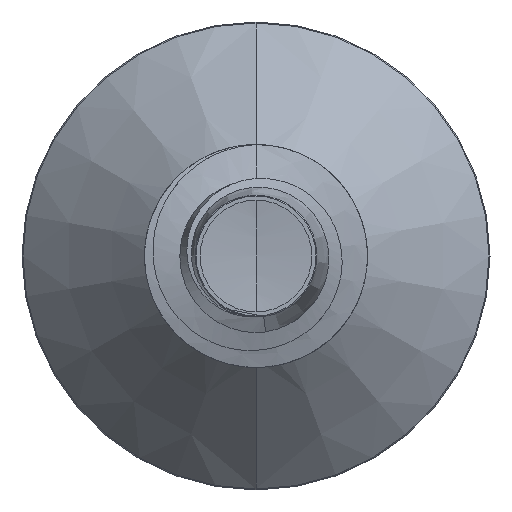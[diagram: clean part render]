
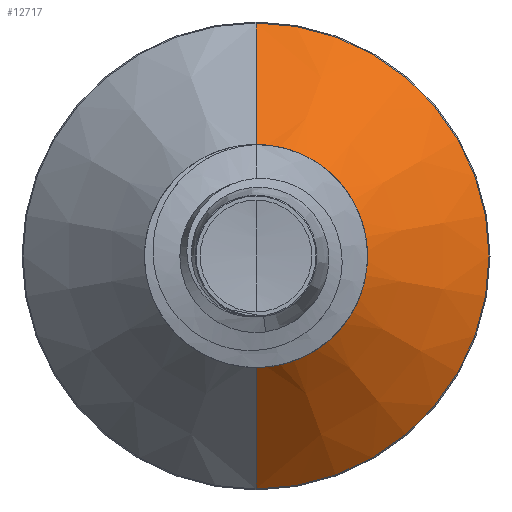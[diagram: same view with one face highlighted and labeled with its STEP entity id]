
A CAD part, front view. The second image highlights one B-rep face of the part: STEP entity #12717.
In plain terms, the highlighted conical face has half-angle 45 degrees and reference radius 1.857 mm.
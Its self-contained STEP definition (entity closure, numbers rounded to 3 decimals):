
#115 = ORIENTED_EDGE ( 'NONE', *, *, #17396, .T. ) ;
#378 = CARTESIAN_POINT ( 'NONE',  ( 0., 14.457, -1.857 ) ) ;
#721 = ORIENTED_EDGE ( 'NONE', *, *, #17610, .T. ) ;
#923 = EDGE_LOOP ( 'NONE', ( #721, #115, #5864, #14527 ) ) ;
#2052 = DIRECTION ( 'NONE',  ( 0., 0.707, 0.707 ) ) ;
#2091 = CARTESIAN_POINT ( 'NONE',  ( 0., 14.457, 1.857 ) ) ;
#2378 = AXIS2_PLACEMENT_3D ( 'NONE', #4108, #4105, #4036 ) ;
#2884 = DIRECTION ( 'NONE',  ( 0., 0.707, -0.707 ) ) ;
#2925 = CARTESIAN_POINT ( 'NONE',  ( 0., 14.457, -1.857 ) ) ;
#2939 = AXIS2_PLACEMENT_3D ( 'NONE', #6663, #5188, #5385 ) ;
#2976 = DIRECTION ( 'NONE',  ( 0., 0., 1. ) ) ;
#3006 = DIRECTION ( 'NONE',  ( 0., 1., 0. ) ) ;
#3016 = CARTESIAN_POINT ( 'NONE',  ( 0., 16.782, 0. ) ) ;
#3122 = VERTEX_POINT ( 'NONE', #14438 ) ;
#4036 = DIRECTION ( 'NONE',  ( 0., 0., 1. ) ) ;
#4105 = DIRECTION ( 'NONE',  ( 0., 1., 0. ) ) ;
#4108 = CARTESIAN_POINT ( 'NONE',  ( 0., 14.457, 0. ) ) ;
#5188 = DIRECTION ( 'NONE',  ( 0., 1., 0. ) ) ;
#5385 = DIRECTION ( 'NONE',  ( 0., 0., 1. ) ) ;
#5532 = LINE ( 'NONE', #2925, #18222 ) ;
#5864 = ORIENTED_EDGE ( 'NONE', *, *, #16951, .F. ) ;
#6663 = CARTESIAN_POINT ( 'NONE',  ( 0., 14.457, 0. ) ) ;
#7011 = AXIS2_PLACEMENT_3D ( 'NONE', #3016, #3006, #2976 ) ;
#7088 = CIRCLE ( 'NONE', #2378, 1.857 ) ;
#8321 = VERTEX_POINT ( 'NONE', #12430 ) ;
#9182 = VERTEX_POINT ( 'NONE', #13043 ) ;
#12430 = CARTESIAN_POINT ( 'NONE',  ( 0., 16.782, -4.182 ) ) ;
#12490 = CONICAL_SURFACE ( 'NONE', #2939, 1.857, 0.785 ) ;
#12717 = ADVANCED_FACE ( 'NONE', ( #18049 ), #12490, .T. ) ;
#13043 = CARTESIAN_POINT ( 'NONE',  ( 0., 16.782, 4.182 ) ) ;
#14438 = CARTESIAN_POINT ( 'NONE',  ( 0., 14.457, 1.857 ) ) ;
#14527 = ORIENTED_EDGE ( 'NONE', *, *, #17310, .F. ) ;
#14881 = VECTOR ( 'NONE', #2052, 1000. ) ;
#16193 = CIRCLE ( 'NONE', #7011, 4.182 ) ;
#16951 = EDGE_CURVE ( 'NONE', #9182, #8321, #16193, .T. ) ;
#17096 = LINE ( 'NONE', #2091, #14881 ) ;
#17310 = EDGE_CURVE ( 'NONE', #3122, #9182, #17096, .T. ) ;
#17396 = EDGE_CURVE ( 'NONE', #18083, #8321, #5532, .T. ) ;
#17610 = EDGE_CURVE ( 'NONE', #3122, #18083, #7088, .T. ) ;
#18049 = FACE_OUTER_BOUND ( 'NONE', #923, .T. ) ;
#18083 = VERTEX_POINT ( 'NONE', #378 ) ;
#18222 = VECTOR ( 'NONE', #2884, 1000. ) ;
